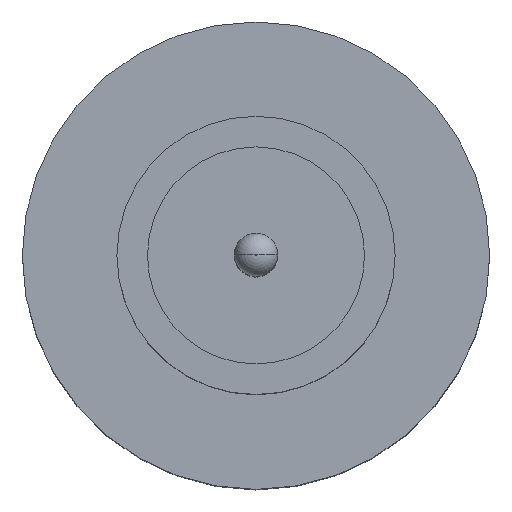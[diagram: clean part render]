
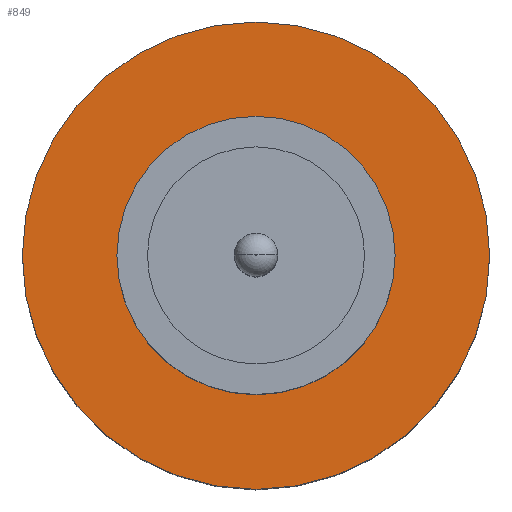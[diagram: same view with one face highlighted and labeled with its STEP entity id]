
A CAD part, top view. The second image highlights one B-rep face of the part: STEP entity #849.
In plain terms, the highlighted planar face has unit normal (0, 0, 1).
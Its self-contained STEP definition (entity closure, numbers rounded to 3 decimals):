
#15 = EDGE_CURVE ( 'NONE', #908, #690, #842, .T. ) ;
#18 = VERTEX_POINT ( 'NONE', #433 ) ;
#22 = PLANE ( 'NONE',  #343 ) ;
#36 = CARTESIAN_POINT ( 'NONE',  ( 0., 0., 1.55 ) ) ;
#100 = DIRECTION ( 'NONE',  ( 0., 0., 1. ) ) ;
#104 = EDGE_LOOP ( 'NONE', ( #762, #828 ) ) ;
#160 = CIRCLE ( 'NONE', #1004, 2.1 ) ;
#169 = DIRECTION ( 'NONE',  ( 1., 0., 0. ) ) ;
#172 = VERTEX_POINT ( 'NONE', #611 ) ;
#177 = FACE_BOUND ( 'NONE', #420, .T. ) ;
#180 = DIRECTION ( 'NONE',  ( 0., 0., 1. ) ) ;
#257 = DIRECTION ( 'NONE',  ( 1., 0., 0. ) ) ;
#280 = DIRECTION ( 'NONE',  ( 0., 0., 1. ) ) ;
#329 = AXIS2_PLACEMENT_3D ( 'NONE', #439, #280, #428 ) ;
#343 = AXIS2_PLACEMENT_3D ( 'NONE', #717, #398, #257 ) ;
#398 = DIRECTION ( 'NONE',  ( 0., 0., 1. ) ) ;
#418 = AXIS2_PLACEMENT_3D ( 'NONE', #36, #100, #421 ) ;
#420 = EDGE_LOOP ( 'NONE', ( #898, #566 ) ) ;
#421 = DIRECTION ( 'NONE',  ( 1., 0., 0. ) ) ;
#423 = DIRECTION ( 'NONE',  ( 0., 0., 1. ) ) ;
#428 = DIRECTION ( 'NONE',  ( 1., 0., 0. ) ) ;
#433 = CARTESIAN_POINT ( 'NONE',  ( 1.25, 0., 1.55 ) ) ;
#439 = CARTESIAN_POINT ( 'NONE',  ( 0., 0., 1.55 ) ) ;
#492 = EDGE_CURVE ( 'NONE', #172, #18, #900, .T. ) ;
#548 = CARTESIAN_POINT ( 'NONE',  ( 2.1, 0., 1.55 ) ) ;
#566 = ORIENTED_EDGE ( 'NONE', *, *, #492, .F. ) ;
#579 = CIRCLE ( 'NONE', #418, 1.25 ) ;
#611 = CARTESIAN_POINT ( 'NONE',  ( -1.25, 0., 1.55 ) ) ;
#690 = VERTEX_POINT ( 'NONE', #851 ) ;
#717 = CARTESIAN_POINT ( 'NONE',  ( 0., 0., 1.55 ) ) ;
#762 = ORIENTED_EDGE ( 'NONE', *, *, #825, .T. ) ;
#806 = DIRECTION ( 'NONE',  ( 1., 0., 0. ) ) ;
#810 = AXIS2_PLACEMENT_3D ( 'NONE', #890, #423, #806 ) ;
#825 = EDGE_CURVE ( 'NONE', #690, #908, #160, .T. ) ;
#828 = ORIENTED_EDGE ( 'NONE', *, *, #15, .T. ) ;
#834 = FACE_OUTER_BOUND ( 'NONE', #104, .T. ) ;
#842 = CIRCLE ( 'NONE', #810, 2.1 ) ;
#849 = ADVANCED_FACE ( 'NONE', ( #177, #834 ), #22, .T. ) ;
#851 = CARTESIAN_POINT ( 'NONE',  ( -2.1, 0., 1.55 ) ) ;
#877 = CARTESIAN_POINT ( 'NONE',  ( 0., 0., 1.55 ) ) ;
#890 = CARTESIAN_POINT ( 'NONE',  ( 0., 0., 1.55 ) ) ;
#898 = ORIENTED_EDGE ( 'NONE', *, *, #926, .F. ) ;
#900 = CIRCLE ( 'NONE', #329, 1.25 ) ;
#908 = VERTEX_POINT ( 'NONE', #548 ) ;
#926 = EDGE_CURVE ( 'NONE', #18, #172, #579, .T. ) ;
#1004 = AXIS2_PLACEMENT_3D ( 'NONE', #877, #180, #169 ) ;
